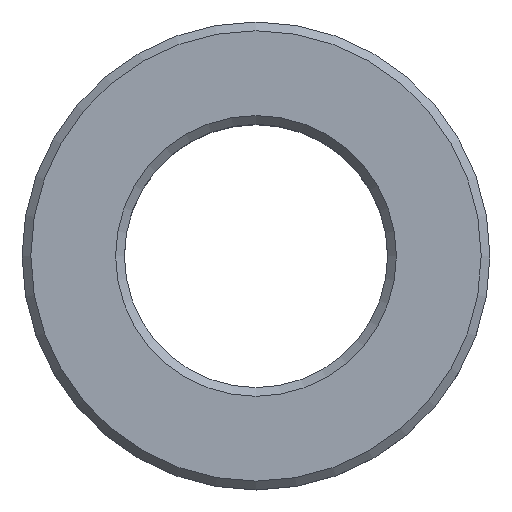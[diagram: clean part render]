
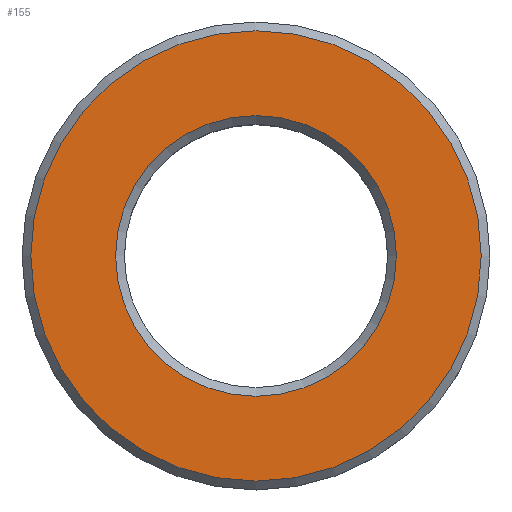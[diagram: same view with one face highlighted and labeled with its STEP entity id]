
A CAD part, top view. The second image highlights one B-rep face of the part: STEP entity #155.
In plain terms, the highlighted planar face has unit normal (0, 0, 1).
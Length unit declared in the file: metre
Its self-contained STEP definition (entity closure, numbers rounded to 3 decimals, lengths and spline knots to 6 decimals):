
#155=ADVANCED_FACE('',(#173,#174),#175,.T.);
#173=FACE_BOUND('',#210,.T.);
#174=FACE_OUTER_BOUND('',#211,.T.);
#175=PLANE('',#212);
#210=EDGE_LOOP('',(#250));
#211=EDGE_LOOP('',(#251));
#212=AXIS2_PLACEMENT_3D('',#252,#253,#254);
#250=ORIENTED_EDGE('',*,*,#301,.T.);
#251=ORIENTED_EDGE('',*,*,#303,.F.);
#252=CARTESIAN_POINT('',(0.0154,0.0,0.016));
#253=DIRECTION('',(0.0,0.,1.0));
#254=DIRECTION('',(0.0,-1.0,0.));
#301=EDGE_CURVE('',#314,#314,#315,.T.);
#303=EDGE_CURVE('',#318,#318,#319,.T.);
#314=VERTEX_POINT('',#338);
#315=CIRCLE('',#339,0.0096);
#318=VERTEX_POINT('',#342);
#319=CIRCLE('',#343,0.0154);
#338=CARTESIAN_POINT('',(0.0096,0.0,0.016));
#339=AXIS2_PLACEMENT_3D('',#363,#364,#365);
#342=CARTESIAN_POINT('',(0.0154,0.0,0.016));
#343=AXIS2_PLACEMENT_3D('',#369,#370,#371);
#363=CARTESIAN_POINT('',(0.0,0.0,0.016));
#364=DIRECTION('',(0.0,0.,-1.0));
#365=DIRECTION('',(0.0,1.0,0.));
#369=CARTESIAN_POINT('',(0.0,0.0,0.016));
#370=DIRECTION('',(0.0,0.,-1.0));
#371=DIRECTION('',(0.0,1.0,0.));
